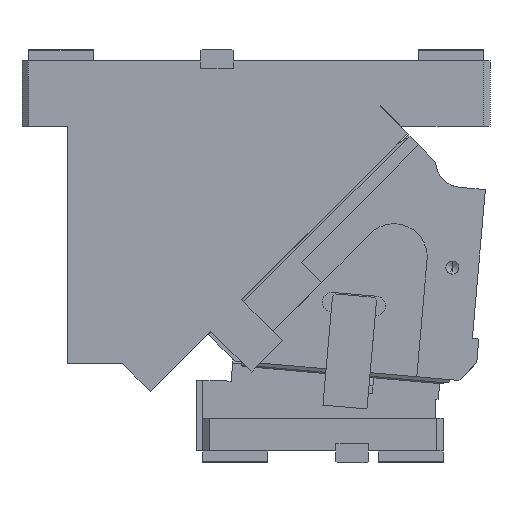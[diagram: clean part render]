
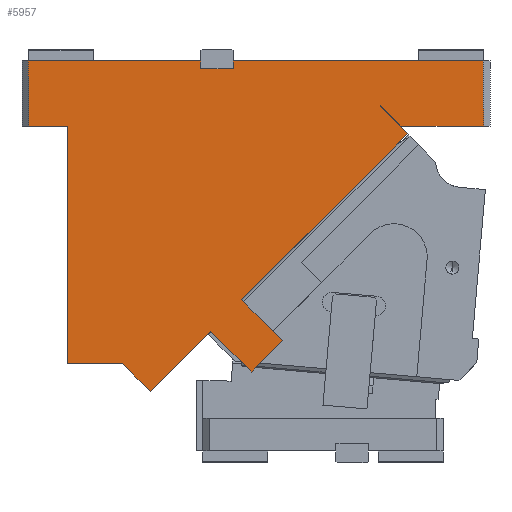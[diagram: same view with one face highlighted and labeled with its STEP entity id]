
A CAD part, front view. The second image highlights one B-rep face of the part: STEP entity #5957.
In plain terms, the highlighted planar face has unit normal (0, -1, 0).
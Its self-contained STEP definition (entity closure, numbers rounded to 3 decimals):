
#147=CARTESIAN_POINT('Vertex',(162.5,-125.,0.)) ;
#150=CARTESIAN_POINT('Line Origine',(258.75,-125.,0.)) ;
#154=CARTESIAN_POINT('Vertex',(355.,-125.,0.)) ;
#986=CARTESIAN_POINT('Line Origine',(355.,-125.,-25.)) ;
#990=CARTESIAN_POINT('Vertex',(355.,-125.,-50.)) ;
#1016=CARTESIAN_POINT('Vertex',(162.5,-125.,-6.)) ;
#1019=CARTESIAN_POINT('Line Origine',(162.5,-125.,-3.)) ;
#1796=CARTESIAN_POINT('Line Origine',(323.123,-125.,-50.)) ;
#1800=CARTESIAN_POINT('Vertex',(291.247,-125.,-50.)) ;
#1862=CARTESIAN_POINT('Line Origine',(283.516,-125.,-42.269)) ;
#1866=CARTESIAN_POINT('Vertex',(275.784,-125.,-34.538)) ;
#1900=CARTESIAN_POINT('Line Origine',(275.608,-125.,-34.715)) ;
#1904=CARTESIAN_POINT('Vertex',(275.431,-125.,-34.891)) ;
#1988=CARTESIAN_POINT('Vertex',(98.654,-125.,-254.095)) ;
#2040=CARTESIAN_POINT('Vertex',(296.644,-125.,-56.105)) ;
#2043=CARTESIAN_POINT('Line Origine',(232.828,-125.,-119.921)) ;
#2047=CARTESIAN_POINT('Vertex',(169.011,-125.,-183.737)) ;
#2068=CARTESIAN_POINT('Vertex',(144.97,-125.,-207.779)) ;
#2071=CARTESIAN_POINT('Line Origine',(121.812,-125.,-230.937)) ;
#2347=CARTESIAN_POINT('Line Origine',(88.048,-125.,-243.488)) ;
#2351=CARTESIAN_POINT('Vertex',(77.441,-125.,-232.881)) ;
#2503=CARTESIAN_POINT('Vertex',(35.,-125.,-233.)) ;
#2506=CARTESIAN_POINT('Line Origine',(35.,-125.,-141.5)) ;
#2510=CARTESIAN_POINT('Vertex',(35.,-125.,-50.)) ;
#2536=CARTESIAN_POINT('Line Origine',(20.,-125.,-50.)) ;
#2540=CARTESIAN_POINT('Vertex',(5.,-125.,-50.)) ;
#2829=CARTESIAN_POINT('Vertex',(5.,-125.,0.)) ;
#2832=CARTESIAN_POINT('Line Origine',(71.25,-125.,0.)) ;
#2836=CARTESIAN_POINT('Vertex',(137.5,-125.,0.)) ;
#2964=CARTESIAN_POINT('Line Origine',(150.,-125.,-6.)) ;
#2968=CARTESIAN_POINT('Vertex',(137.5,-125.,-6.)) ;
#3000=CARTESIAN_POINT('Line Origine',(286.038,-125.,-45.498)) ;
#3017=CARTESIAN_POINT('Line Origine',(184.744,-125.,-199.471)) ;
#3021=CARTESIAN_POINT('Vertex',(200.478,-125.,-215.204)) ;
#3064=CARTESIAN_POINT('Line Origine',(188.457,-125.,-227.225)) ;
#3068=CARTESIAN_POINT('Vertex',(176.436,-125.,-239.245)) ;
#3114=CARTESIAN_POINT('Line Origine',(160.703,-125.,-223.512)) ;
#3128=CARTESIAN_POINT('Line Origine',(77.382,-125.,-232.941)) ;
#3132=CARTESIAN_POINT('Vertex',(77.322,-125.,-233.)) ;
#3181=CARTESIAN_POINT('Line Origine',(56.161,-125.,-233.)) ;
#3200=CARTESIAN_POINT('Line Origine',(5.,-125.,-25.)) ;
#3222=CARTESIAN_POINT('Line Origine',(137.5,-125.,-3.)) ;
#5929=CARTESIAN_POINT('Axis2P3D Location',(0.,-125.,0.)) ;
#151=DIRECTION('Vector Direction',(1.,0.,0.)) ;
#987=DIRECTION('Vector Direction',(0.,0.,1.)) ;
#1020=DIRECTION('Vector Direction',(0.,0.,-1.)) ;
#1797=DIRECTION('Vector Direction',(-1.,0.,0.)) ;
#1863=DIRECTION('Vector Direction',(-0.707,0.,0.707)) ;
#1901=DIRECTION('Vector Direction',(-0.707,0.,-0.707)) ;
#2044=DIRECTION('Vector Direction',(-0.707,0.,-0.707)) ;
#2072=DIRECTION('Vector Direction',(-0.707,0.,-0.707)) ;
#2348=DIRECTION('Vector Direction',(-0.707,0.,0.707)) ;
#2507=DIRECTION('Vector Direction',(0.,0.,-1.)) ;
#2537=DIRECTION('Vector Direction',(1.,0.,0.)) ;
#2833=DIRECTION('Vector Direction',(1.,0.,0.)) ;
#2965=DIRECTION('Vector Direction',(1.,0.,0.)) ;
#3001=DIRECTION('Vector Direction',(0.707,0.,-0.707)) ;
#3018=DIRECTION('Vector Direction',(-0.707,0.,0.707)) ;
#3065=DIRECTION('Vector Direction',(0.707,0.,0.707)) ;
#3115=DIRECTION('Vector Direction',(-0.707,0.,0.707)) ;
#3129=DIRECTION('Vector Direction',(-0.707,0.,-0.707)) ;
#3182=DIRECTION('Vector Direction',(-1.,0.,0.)) ;
#3201=DIRECTION('Vector Direction',(0.,0.,-1.)) ;
#3223=DIRECTION('Vector Direction',(0.,0.,1.)) ;
#5930=DIRECTION('Axis2P3D Direction',(0.,1.,0.)) ;
#5931=DIRECTION('Axis2P3D XDirection',(0.,0.,1.)) ;
#5932=AXIS2_PLACEMENT_3D('Plane Axis2P3D',#5929,#5930,#5931) ;
#5935=ORIENTED_EDGE('',*,*,#3226,.T.) ;
#5936=ORIENTED_EDGE('',*,*,#2838,.F.) ;
#5937=ORIENTED_EDGE('',*,*,#3204,.T.) ;
#5938=ORIENTED_EDGE('',*,*,#2542,.T.) ;
#5939=ORIENTED_EDGE('',*,*,#2512,.T.) ;
#5940=ORIENTED_EDGE('',*,*,#3185,.F.) ;
#5941=ORIENTED_EDGE('',*,*,#3134,.F.) ;
#5942=ORIENTED_EDGE('',*,*,#2353,.T.) ;
#5943=ORIENTED_EDGE('',*,*,#2075,.T.) ;
#5944=ORIENTED_EDGE('',*,*,#3118,.F.) ;
#5945=ORIENTED_EDGE('',*,*,#3070,.T.) ;
#5946=ORIENTED_EDGE('',*,*,#3023,.T.) ;
#5947=ORIENTED_EDGE('',*,*,#2049,.T.) ;
#5948=ORIENTED_EDGE('',*,*,#3004,.T.) ;
#5949=ORIENTED_EDGE('',*,*,#1906,.F.) ;
#5950=ORIENTED_EDGE('',*,*,#1868,.F.) ;
#5951=ORIENTED_EDGE('',*,*,#1802,.F.) ;
#5952=ORIENTED_EDGE('',*,*,#992,.T.) ;
#5953=ORIENTED_EDGE('',*,*,#156,.F.) ;
#5954=ORIENTED_EDGE('',*,*,#1023,.T.) ;
#5955=ORIENTED_EDGE('',*,*,#2970,.F.) ;
#152=VECTOR('Line Direction',#151,1.) ;
#988=VECTOR('Line Direction',#987,1.) ;
#1021=VECTOR('Line Direction',#1020,1.) ;
#1798=VECTOR('Line Direction',#1797,1.) ;
#1864=VECTOR('Line Direction',#1863,1.) ;
#1902=VECTOR('Line Direction',#1901,1.) ;
#2045=VECTOR('Line Direction',#2044,1.) ;
#2073=VECTOR('Line Direction',#2072,1.) ;
#2349=VECTOR('Line Direction',#2348,1.) ;
#2508=VECTOR('Line Direction',#2507,1.) ;
#2538=VECTOR('Line Direction',#2537,1.) ;
#2834=VECTOR('Line Direction',#2833,1.) ;
#2966=VECTOR('Line Direction',#2965,1.) ;
#3002=VECTOR('Line Direction',#3001,1.) ;
#3019=VECTOR('Line Direction',#3018,1.) ;
#3066=VECTOR('Line Direction',#3065,1.) ;
#3116=VECTOR('Line Direction',#3115,1.) ;
#3130=VECTOR('Line Direction',#3129,1.) ;
#3183=VECTOR('Line Direction',#3182,1.) ;
#3202=VECTOR('Line Direction',#3201,1.) ;
#3224=VECTOR('Line Direction',#3223,1.) ;
#5957=ADVANCED_FACE('CAM HOLDER',(#5956),#5933,.F.) ;
#156=EDGE_CURVE('',#148,#155,#153,.T.) ;
#992=EDGE_CURVE('',#991,#155,#989,.T.) ;
#1023=EDGE_CURVE('',#148,#1017,#1022,.T.) ;
#1802=EDGE_CURVE('',#991,#1801,#1799,.T.) ;
#1868=EDGE_CURVE('',#1801,#1867,#1865,.T.) ;
#1906=EDGE_CURVE('',#1867,#1905,#1903,.T.) ;
#2049=EDGE_CURVE('',#2048,#2041,#2046,.F.) ;
#2075=EDGE_CURVE('',#1989,#2069,#2074,.F.) ;
#2353=EDGE_CURVE('',#2352,#1989,#2350,.F.) ;
#2512=EDGE_CURVE('',#2511,#2504,#2509,.T.) ;
#2542=EDGE_CURVE('',#2541,#2511,#2539,.T.) ;
#2838=EDGE_CURVE('',#2830,#2837,#2835,.T.) ;
#2970=EDGE_CURVE('',#2969,#1017,#2967,.T.) ;
#3004=EDGE_CURVE('',#2041,#1905,#3003,.F.) ;
#3023=EDGE_CURVE('',#3022,#2048,#3020,.T.) ;
#3070=EDGE_CURVE('',#3069,#3022,#3067,.T.) ;
#3118=EDGE_CURVE('',#3069,#2069,#3117,.T.) ;
#3134=EDGE_CURVE('',#2352,#3133,#3131,.T.) ;
#3185=EDGE_CURVE('',#3133,#2504,#3184,.T.) ;
#3204=EDGE_CURVE('',#2830,#2541,#3203,.T.) ;
#3226=EDGE_CURVE('',#2969,#2837,#3225,.T.) ;
#5934=EDGE_LOOP('',(#5935,#5936,#5937,#5938,#5939,#5940,#5941,#5942,#5943,#5944,#5945,#5946,#5947,#5948,#5949,#5950,#5951,#5952,#5953,#5954,#5955)) ;
#5956=FACE_OUTER_BOUND('',#5934,.T.) ;
#153=LINE('Line',#150,#152) ;
#989=LINE('Line',#986,#988) ;
#1022=LINE('Line',#1019,#1021) ;
#1799=LINE('Line',#1796,#1798) ;
#1865=LINE('Line',#1862,#1864) ;
#1903=LINE('Line',#1900,#1902) ;
#2046=LINE('Line',#2043,#2045) ;
#2074=LINE('Line',#2071,#2073) ;
#2350=LINE('Line',#2347,#2349) ;
#2509=LINE('Line',#2506,#2508) ;
#2539=LINE('Line',#2536,#2538) ;
#2835=LINE('Line',#2832,#2834) ;
#2967=LINE('Line',#2964,#2966) ;
#3003=LINE('Line',#3000,#3002) ;
#3020=LINE('Line',#3017,#3019) ;
#3067=LINE('Line',#3064,#3066) ;
#3117=LINE('Line',#3114,#3116) ;
#3131=LINE('Line',#3128,#3130) ;
#3184=LINE('Line',#3181,#3183) ;
#3203=LINE('Line',#3200,#3202) ;
#3225=LINE('Line',#3222,#3224) ;
#5933=PLANE('Plane',#5932) ;
#148=VERTEX_POINT('',#147) ;
#155=VERTEX_POINT('',#154) ;
#991=VERTEX_POINT('',#990) ;
#1017=VERTEX_POINT('',#1016) ;
#1801=VERTEX_POINT('',#1800) ;
#1867=VERTEX_POINT('',#1866) ;
#1905=VERTEX_POINT('',#1904) ;
#1989=VERTEX_POINT('',#1988) ;
#2041=VERTEX_POINT('',#2040) ;
#2048=VERTEX_POINT('',#2047) ;
#2069=VERTEX_POINT('',#2068) ;
#2352=VERTEX_POINT('',#2351) ;
#2504=VERTEX_POINT('',#2503) ;
#2511=VERTEX_POINT('',#2510) ;
#2541=VERTEX_POINT('',#2540) ;
#2830=VERTEX_POINT('',#2829) ;
#2837=VERTEX_POINT('',#2836) ;
#2969=VERTEX_POINT('',#2968) ;
#3022=VERTEX_POINT('',#3021) ;
#3069=VERTEX_POINT('',#3068) ;
#3133=VERTEX_POINT('',#3132) ;
